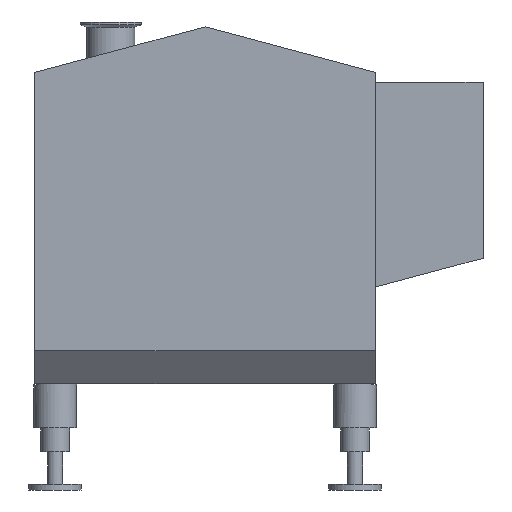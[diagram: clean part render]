
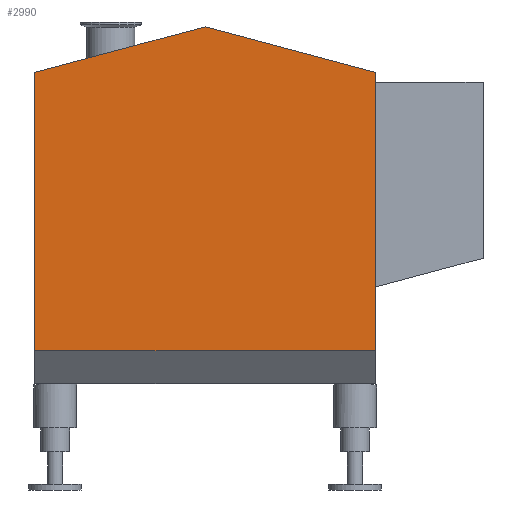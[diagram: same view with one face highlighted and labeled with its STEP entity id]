
A CAD part, left-side view. The second image highlights one B-rep face of the part: STEP entity #2990.
In plain terms, the highlighted planar face has unit normal (-1, 0, 0).
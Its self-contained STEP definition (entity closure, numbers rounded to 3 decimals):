
#280=FACE_OUTER_BOUND('',#472,.T.);
#472=EDGE_LOOP('',(#2651,#2652,#2653,#2654,#2655));
#649=LINE('',#4340,#911);
#665=LINE('',#4392,#927);
#882=LINE('',#5250,#1144);
#883=LINE('',#5252,#1145);
#884=LINE('',#5253,#1146);
#911=VECTOR('',#3443,10.);
#927=VECTOR('',#3483,10.);
#1144=VECTOR('',#4236,10.);
#1145=VECTOR('',#4237,10.);
#1146=VECTOR('',#4238,10.);
#1176=VERTEX_POINT('',#4336);
#1178=VERTEX_POINT('',#4339);
#1202=VERTEX_POINT('',#4391);
#1421=VERTEX_POINT('',#5249);
#1422=VERTEX_POINT('',#5251);
#1462=EDGE_CURVE('',#1178,#1176,#649,.T.);
#1488=EDGE_CURVE('',#1178,#1202,#665,.T.);
#1838=EDGE_CURVE('',#1421,#1176,#882,.T.);
#1839=EDGE_CURVE('',#1422,#1421,#883,.T.);
#1840=EDGE_CURVE('',#1202,#1422,#884,.T.);
#2651=ORIENTED_EDGE('',*,*,#1462,.T.);
#2652=ORIENTED_EDGE('',*,*,#1838,.F.);
#2653=ORIENTED_EDGE('',*,*,#1839,.F.);
#2654=ORIENTED_EDGE('',*,*,#1840,.F.);
#2655=ORIENTED_EDGE('',*,*,#1488,.F.);
#2814=PLANE('',#3340);
#2990=ADVANCED_FACE('',(#280),#2814,.F.);
#3340=AXIS2_PLACEMENT_3D('',#5248,#4234,#4235);
#3443=DIRECTION('',(0.,-1.,0.));
#3483=DIRECTION('',(0.,0.,1.));
#4234=DIRECTION('center_axis',(1.,0.,0.));
#4235=DIRECTION('ref_axis',(0.,0.,-1.));
#4236=DIRECTION('',(0.,0.,-1.));
#4237=DIRECTION('',(0.,-0.966,-0.259));
#4238=DIRECTION('',(0.,-0.966,0.259));
#4336=CARTESIAN_POINT('',(-572.5,-178.5,-164.));
#4339=CARTESIAN_POINT('',(-572.5,178.5,-164.));
#4340=CARTESIAN_POINT('',(-572.5,0.,-164.));
#4391=CARTESIAN_POINT('',(-572.5,178.5,127.171));
#4392=CARTESIAN_POINT('',(-572.5,178.5,-199.));
#5248=CARTESIAN_POINT('Origin',(-572.5,0.,-28.015));
#5249=CARTESIAN_POINT('',(-572.5,-178.5,127.171));
#5250=CARTESIAN_POINT('',(-572.5,-178.5,127.171));
#5251=CARTESIAN_POINT('',(-572.5,0.,175.));
#5252=CARTESIAN_POINT('',(-572.5,0.,175.));
#5253=CARTESIAN_POINT('',(-572.5,178.5,127.171));
